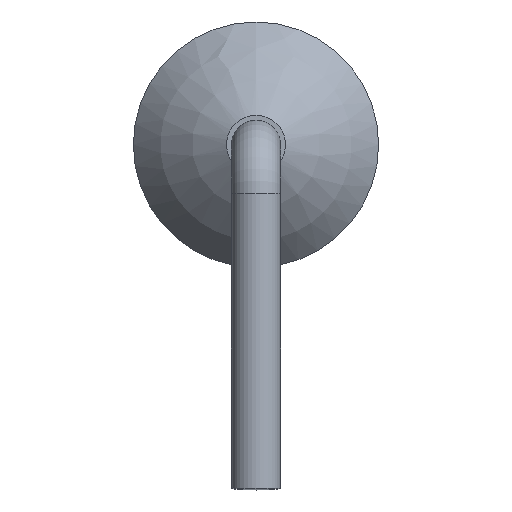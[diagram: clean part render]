
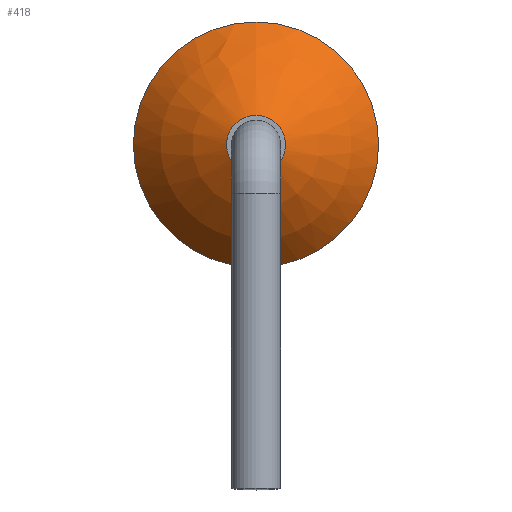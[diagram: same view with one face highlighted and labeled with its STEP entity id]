
A CAD part, left-side view. The second image highlights one B-rep face of the part: STEP entity #418.
In plain terms, the highlighted face is a revolution surface.
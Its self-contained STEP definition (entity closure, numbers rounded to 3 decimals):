
#381 = EDGE_CURVE('',#382,#382,#384,.T.);
#382 = VERTEX_POINT('',#383);
#383 = CARTESIAN_POINT('',(0.55,3.8,0.));
#384 = SURFACE_CURVE('',#385,(#390,#402),.PCURVE_S1.);
#385 = CIRCLE('',#386,0.3);
#386 = AXIS2_PLACEMENT_3D('',#387,#388,#389);
#387 = CARTESIAN_POINT('',(0.55,3.5,0.));
#388 = DIRECTION('',(1.,0.,0.));
#389 = DIRECTION('',(0.,1.,0.));
#390 = PCURVE('',#391,#396);
#391 = PLANE('',#392);
#392 = AXIS2_PLACEMENT_3D('',#393,#394,#395);
#393 = CARTESIAN_POINT('',(0.55,3.5,0.));
#394 = DIRECTION('',(1.,0.,0.));
#395 = DIRECTION('',(0.,1.,0.));
#396 = DEFINITIONAL_REPRESENTATION('',(#397),#401);
#397 = CIRCLE('',#398,0.3);
#398 = AXIS2_PLACEMENT_2D('',#399,#400);
#399 = CARTESIAN_POINT('',(0.,0.));
#400 = DIRECTION('',(1.,0.));
#401 = ( GEOMETRIC_REPRESENTATION_CONTEXT(2) 
PARAMETRIC_REPRESENTATION_CONTEXT() REPRESENTATION_CONTEXT('2D SPACE',''
  ) );
#402 = PCURVE('',#403,#412);
#403 = SURFACE_OF_REVOLUTION('',#404,#409);
#404 = CIRCLE('',#405,2.785);
#405 = AXIS2_PLACEMENT_3D('',#406,#407,#408);
#406 = CARTESIAN_POINT('',(3.026,2.526,
    0.));
#407 = DIRECTION('',(0.,0.,1.));
#408 = DIRECTION('',(1.,0.,0.));
#409 = AXIS1_PLACEMENT('',#410,#411);
#410 = CARTESIAN_POINT('',(0.55,3.5,0.));
#411 = DIRECTION('',(1.,0.,0.));
#412 = DEFINITIONAL_REPRESENTATION('',(#413),#417);
#413 = LINE('',#414,#415);
#414 = CARTESIAN_POINT('',(0.,2.667));
#415 = VECTOR('',#416,1.);
#416 = DIRECTION('',(1.,0.));
#417 = ( GEOMETRIC_REPRESENTATION_CONTEXT(2) 
PARAMETRIC_REPRESENTATION_CONTEXT() REPRESENTATION_CONTEXT('2D SPACE',''
  ) );
#418 = ADVANCED_FACE('',(#419),#403,.F.);
#419 = FACE_BOUND('',#420,.F.);
#420 = EDGE_LOOP('',(#421,#450,#472,#473));
#421 = ORIENTED_EDGE('',*,*,#422,.T.);
#422 = EDGE_CURVE('',#423,#423,#425,.T.);
#423 = VERTEX_POINT('',#424);
#424 = CARTESIAN_POINT('',(1.35,4.75,0.));
#425 = SURFACE_CURVE('',#426,(#431,#438),.PCURVE_S1.);
#426 = CIRCLE('',#427,1.25);
#427 = AXIS2_PLACEMENT_3D('',#428,#429,#430);
#428 = CARTESIAN_POINT('',(1.35,3.5,0.));
#429 = DIRECTION('',(1.,0.,0.));
#430 = DIRECTION('',(0.,1.,0.));
#431 = PCURVE('',#403,#432);
#432 = DEFINITIONAL_REPRESENTATION('',(#433),#437);
#433 = LINE('',#434,#435);
#434 = CARTESIAN_POINT('',(0.,2.217));
#435 = VECTOR('',#436,1.);
#436 = DIRECTION('',(1.,0.));
#437 = ( GEOMETRIC_REPRESENTATION_CONTEXT(2) 
PARAMETRIC_REPRESENTATION_CONTEXT() REPRESENTATION_CONTEXT('2D SPACE',''
  ) );
#438 = PCURVE('',#439,#444);
#439 = CYLINDRICAL_SURFACE('',#440,1.25);
#440 = AXIS2_PLACEMENT_3D('',#441,#442,#443);
#441 = CARTESIAN_POINT('',(1.35,3.5,0.));
#442 = DIRECTION('',(1.,0.,0.));
#443 = DIRECTION('',(0.,1.,0.));
#444 = DEFINITIONAL_REPRESENTATION('',(#445),#449);
#445 = LINE('',#446,#447);
#446 = CARTESIAN_POINT('',(0.,0.));
#447 = VECTOR('',#448,1.);
#448 = DIRECTION('',(1.,0.));
#449 = ( GEOMETRIC_REPRESENTATION_CONTEXT(2) 
PARAMETRIC_REPRESENTATION_CONTEXT() REPRESENTATION_CONTEXT('2D SPACE',''
  ) );
#450 = ORIENTED_EDGE('',*,*,#451,.T.);
#451 = EDGE_CURVE('',#423,#382,#452,.T.);
#452 = SEAM_CURVE('',#453,(#458,#465),.PCURVE_S1.);
#453 = CIRCLE('',#454,2.785);
#454 = AXIS2_PLACEMENT_3D('',#455,#456,#457);
#455 = CARTESIAN_POINT('',(3.026,2.526,
    0.));
#456 = DIRECTION('',(0.,0.,1.));
#457 = DIRECTION('',(1.,0.,0.));
#458 = PCURVE('',#403,#459);
#459 = DEFINITIONAL_REPRESENTATION('',(#460),#464);
#460 = LINE('',#461,#462);
#461 = CARTESIAN_POINT('',(0.,0.));
#462 = VECTOR('',#463,1.);
#463 = DIRECTION('',(0.,1.));
#464 = ( GEOMETRIC_REPRESENTATION_CONTEXT(2) 
PARAMETRIC_REPRESENTATION_CONTEXT() REPRESENTATION_CONTEXT('2D SPACE',''
  ) );
#465 = PCURVE('',#403,#466);
#466 = DEFINITIONAL_REPRESENTATION('',(#467),#471);
#467 = LINE('',#468,#469);
#468 = CARTESIAN_POINT('',(6.283,0.));
#469 = VECTOR('',#470,1.);
#470 = DIRECTION('',(0.,1.));
#471 = ( GEOMETRIC_REPRESENTATION_CONTEXT(2) 
PARAMETRIC_REPRESENTATION_CONTEXT() REPRESENTATION_CONTEXT('2D SPACE',''
  ) );
#472 = ORIENTED_EDGE('',*,*,#381,.F.);
#473 = ORIENTED_EDGE('',*,*,#451,.F.);
